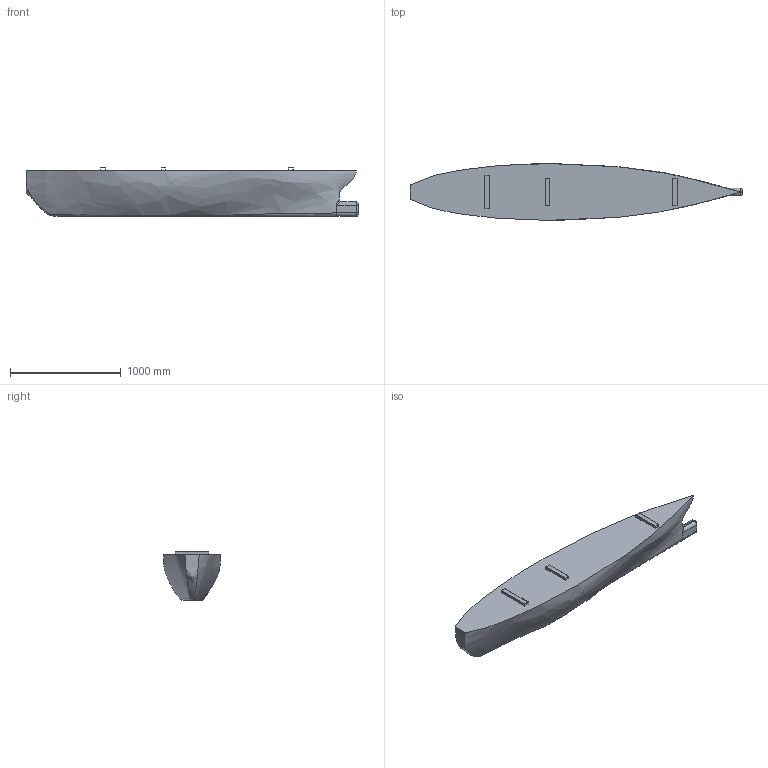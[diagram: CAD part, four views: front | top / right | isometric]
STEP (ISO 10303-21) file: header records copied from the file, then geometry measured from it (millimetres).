
FILE_DESCRIPTION(/* description */ (''),/* implementation_level */ '2;1');
FILE_NAME(/* name */ 'e00788f7-8f81-4990-8123-2c650010fd25.stp',/* time_stamp */ '2020-07-02T09:34:06+00:00',/* author */ (''),/* organization */ (''),/* preprocessor_version */ 'ST-DEVELOPER v18.1',/* originating_system */ 'Autodesk Translation Framework v9.3.0.1241',/* authorisation */ '');
FILE_SCHEMA (('AUTOMOTIVE_DESIGN { 1 0 10303 214 3 1 1 }'));
Length unit declared in the file: millimetre
Products named in the file (1): Hull
Bounding box: 3000.2 x 513.03 x 438 mm (x, y, z)
Volume: 326122922.8 mm3; surface area: 4210305.2 mm2
Topology: 4 solids, 4 shells, 57 faces, 154 edges, 105 vertices
Faces by surface type: plane 36, bspline 13, cylinder 8
Entity records: 15190 total; most frequent: CARTESIAN_POINT 13816, ORIENTED_EDGE 308, DIRECTION 215, EDGE_CURVE 154, VERTEX_POINT 105, LINE 89, VECTOR 89, EDGE_LOOP 63
